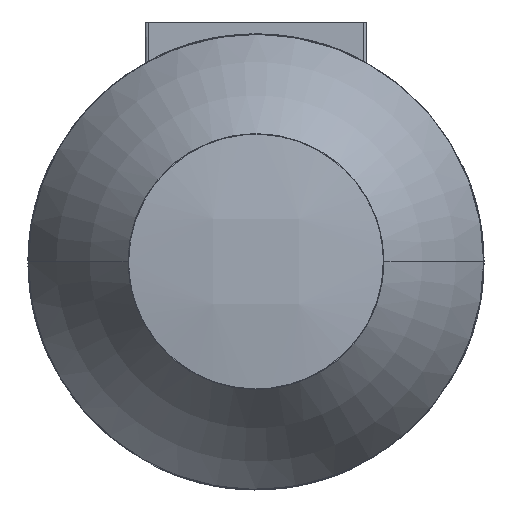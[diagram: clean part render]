
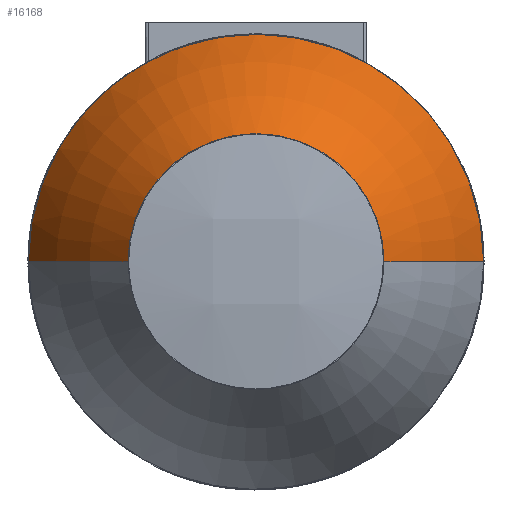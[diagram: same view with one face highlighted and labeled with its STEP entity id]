
A CAD part, top view. The second image highlights one B-rep face of the part: STEP entity #16168.
In plain terms, the highlighted toroidal (fillet/blend) face has major radius 158.01 mm and minor radius 250 mm.
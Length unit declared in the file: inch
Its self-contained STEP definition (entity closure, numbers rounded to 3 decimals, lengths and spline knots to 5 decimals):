
#1064 = VERTEX_POINT ( 'NONE', #36928 ) ;
#1589 = ORIENTED_EDGE ( 'NONE', *, *, #23410, .F. ) ;
#1660 = EDGE_CURVE ( 'NONE', #14535, #1064, #16384, .T. ) ;
#3306 = DIRECTION ( 'NONE',  ( 0., 0., -1. ) ) ;
#4149 = CARTESIAN_POINT ( 'NONE',  ( 1.63669, 0., 2.4778 ) ) ;
#5369 = CARTESIAN_POINT ( 'NONE',  ( -1.63669, 0., 2.4778 ) ) ;
#6074 = ORIENTED_EDGE ( 'NONE', *, *, #15224, .T. ) ;
#8084 = DIRECTION ( 'NONE',  ( 0., 0., -1. ) ) ;
#8491 = DIRECTION ( 'NONE',  ( 0., -1., 0. ) ) ;
#12995 = DIRECTION ( 'NONE',  ( 0., 1., 0. ) ) ;
#13167 = AXIS2_PLACEMENT_3D ( 'NONE', #19803, #12995, #23380 ) ;
#14535 = VERTEX_POINT ( 'NONE', #5369 ) ;
#15224 = EDGE_CURVE ( 'NONE', #21891, #20183, #15412, .T. ) ;
#15282 = CARTESIAN_POINT ( 'NONE',  ( 6.22088, 0., -3.44957 ) ) ;
#15412 = CIRCLE ( 'NONE', #13167, 9.84252 ) ;
#16168 = ADVANCED_FACE ( 'NONE', ( #23111 ), #30290, .T. ) ;
#16169 = AXIS2_PLACEMENT_3D ( 'NONE', #28801, #8084, #21992 ) ;
#16384 = CIRCLE ( 'NONE', #44081, 9.84252 ) ;
#17526 = CARTESIAN_POINT ( 'NONE',  ( 0., 0., -3.44957 ) ) ;
#19021 = CIRCLE ( 'NONE', #16169, 1.63669 ) ;
#19803 = CARTESIAN_POINT ( 'NONE',  ( -6.22088, 0., -3.44957 ) ) ;
#20183 = VERTEX_POINT ( 'NONE', #35222 ) ;
#20471 = DIRECTION ( 'NONE',  ( -1., 0., 0. ) ) ;
#21832 = EDGE_LOOP ( 'NONE', ( #37601, #6074, #1589, #39875 ) ) ;
#21891 = VERTEX_POINT ( 'NONE', #4149 ) ;
#21992 = DIRECTION ( 'NONE',  ( -1., 0., 0. ) ) ;
#23111 = FACE_OUTER_BOUND ( 'NONE', #21832, .T. ) ;
#23380 = DIRECTION ( 'NONE',  ( 0., 0., 1. ) ) ;
#23410 = EDGE_CURVE ( 'NONE', #1064, #20183, #40118, .T. ) ;
#28499 = DIRECTION ( 'NONE',  ( 0., 0., -1. ) ) ;
#28801 = CARTESIAN_POINT ( 'NONE',  ( 0., 0., 2.4778 ) ) ;
#29671 = DIRECTION ( 'NONE',  ( 0., 0., -1. ) ) ;
#30290 = TOROIDAL_SURFACE ( 'NONE', #30933, -6.22088, 9.84252 ) ;
#30933 = AXIS2_PLACEMENT_3D ( 'NONE', #17526, #3306, #20471 ) ;
#33780 = AXIS2_PLACEMENT_3D ( 'NONE', #45592, #28499, #35616 ) ;
#35222 = CARTESIAN_POINT ( 'NONE',  ( 2.91253, 0., 0.21865 ) ) ;
#35616 = DIRECTION ( 'NONE',  ( -1., 0., 0. ) ) ;
#36928 = CARTESIAN_POINT ( 'NONE',  ( -2.91253, 0., 0.21865 ) ) ;
#37601 = ORIENTED_EDGE ( 'NONE', *, *, #44994, .T. ) ;
#39875 = ORIENTED_EDGE ( 'NONE', *, *, #1660, .F. ) ;
#40118 = CIRCLE ( 'NONE', #33780, 2.91253 ) ;
#44081 = AXIS2_PLACEMENT_3D ( 'NONE', #15282, #8491, #29671 ) ;
#44994 = EDGE_CURVE ( 'NONE', #14535, #21891, #19021, .T. ) ;
#45592 = CARTESIAN_POINT ( 'NONE',  ( 0., 0., 0.21865 ) ) ;
